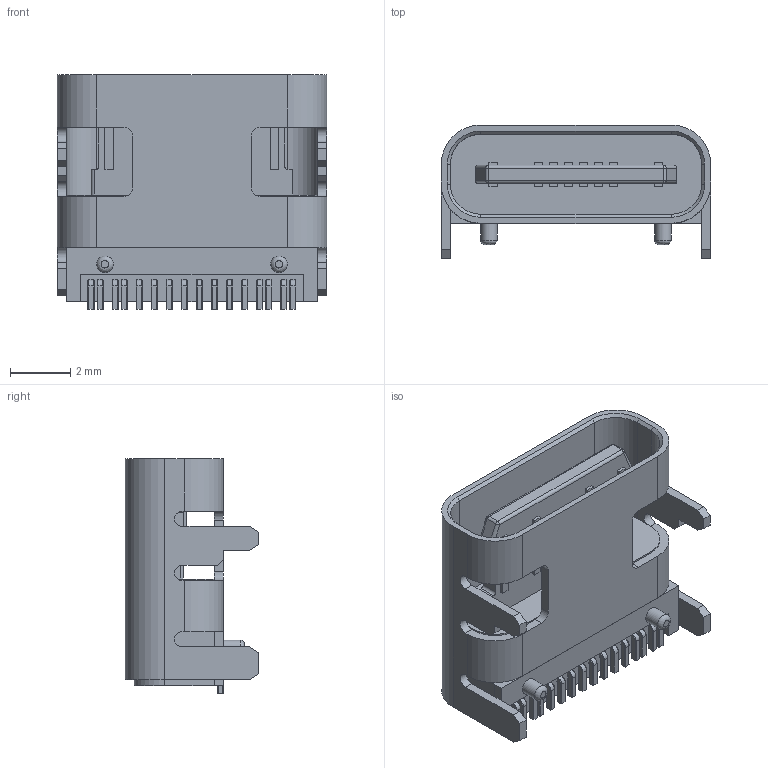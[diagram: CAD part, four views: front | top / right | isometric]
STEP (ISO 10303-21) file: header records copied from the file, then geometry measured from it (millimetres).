
FILE_DESCRIPTION(/* description */ (''),/* implementation_level */ '2;1');
FILE_NAME(/* name */ 'USB-C-16PIN.step',/* time_stamp */ '2021-09-28T14:50:48+08:00',/* author */ (''),/* organization */ (''),/* preprocessor_version */ 'ST-DEVELOPER v18.1',/* originating_system */ 'Autodesk Translation Framework v10.10.0.1391',/* authorisation */ '');
FILE_SCHEMA (('AUTOMOTIVE_DESIGN { 1 0 10303 214 3 1 1 }'));
Length unit declared in the file: millimetre
Products named in the file (1): USB-C-16PIN
Bounding box: 8.94 x 4.43 x 7.8 mm (x, y, z)
Volume: 131.4 mm3; surface area: 516.9 mm2
Topology: 34 solids, 34 shells, 669 faces, 1611 edges, 1002 vertices
Faces by surface type: plane 334, cylinder 239, torus 72, bspline 12, sphere 8, cone 4
Full cylindrical faces by diameter (mm): 0.55 x2
Entity records: 19536 total; most frequent: CARTESIAN_POINT 3539, DIRECTION 3483, ORIENTED_EDGE 3206, EDGE_CURVE 1603, AXIS2_PLACEMENT_3D 1226, LINE 1031, VECTOR 1031, VERTEX_POINT 1002
